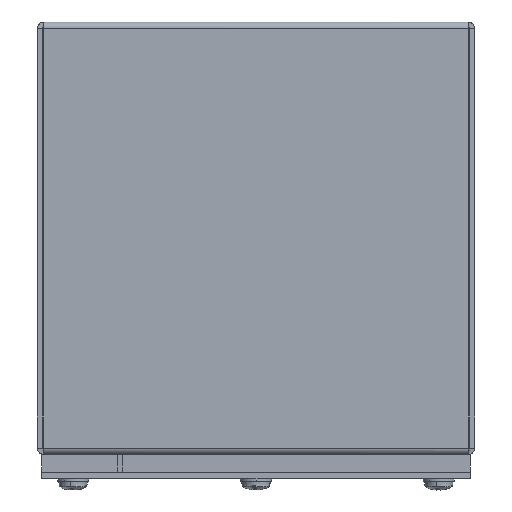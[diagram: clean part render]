
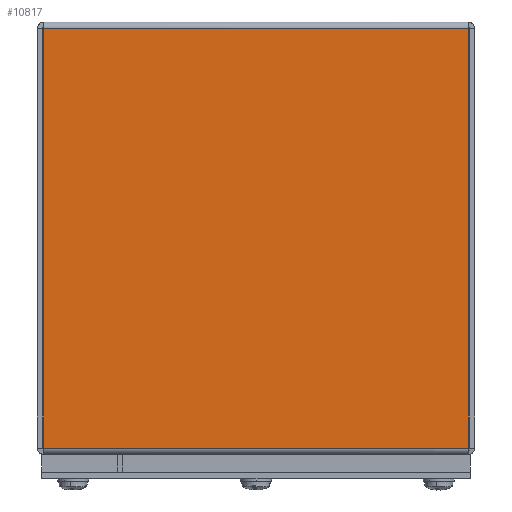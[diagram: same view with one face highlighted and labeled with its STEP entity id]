
A CAD part, left-side view. The second image highlights one B-rep face of the part: STEP entity #10817.
In plain terms, the highlighted planar face has unit normal (-1, 0, 0).
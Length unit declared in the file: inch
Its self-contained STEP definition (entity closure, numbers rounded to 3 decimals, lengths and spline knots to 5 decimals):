
#361 = PLANE ( 'NONE',  #8920 ) ;
#785 = VERTEX_POINT ( 'NONE', #8864 ) ;
#1334 = VECTOR ( 'NONE', #5417, 39.37008 ) ;
#1832 = CARTESIAN_POINT ( 'NONE',  ( 0., 0.08107, -0.0156 ) ) ;
#1834 = VECTOR ( 'NONE', #11415, 39.37008 ) ;
#2034 = ORIENTED_EDGE ( 'NONE', *, *, #8651, .F. ) ;
#2135 = LINE ( 'NONE', #2492, #1834 ) ;
#2453 = LINE ( 'NONE', #6239, #9369 ) ;
#2492 = CARTESIAN_POINT ( 'NONE',  ( 0., 4.55321, -5.8964 ) ) ;
#2496 = VERTEX_POINT ( 'NONE', #8676 ) ;
#3658 = LINE ( 'NONE', #1832, #1334 ) ;
#4335 = ORIENTED_EDGE ( 'NONE', *, *, #9910, .T. ) ;
#4828 = CARTESIAN_POINT ( 'NONE',  ( 0., 3.0625, -2.965 ) ) ;
#5417 = DIRECTION ( 'NONE',  ( 0., 0., -1. ) ) ;
#5710 = DIRECTION ( 'NONE',  ( 0., 0., 1. ) ) ;
#5964 = VECTOR ( 'NONE', #11549, 39.37008 ) ;
#6095 = FACE_OUTER_BOUND ( 'NONE', #6984, .T. ) ;
#6239 = CARTESIAN_POINT ( 'NONE',  ( 0., 6.04393, -0.0156 ) ) ;
#6984 = EDGE_LOOP ( 'NONE', ( #4335, #2034, #9577, #10297 ) ) ;
#6995 = VERTEX_POINT ( 'NONE', #8587 ) ;
#7148 = DIRECTION ( 'NONE',  ( 0., 0., 1. ) ) ;
#8587 = CARTESIAN_POINT ( 'NONE',  ( 0., 6.04393, -0.0156 ) ) ;
#8651 = EDGE_CURVE ( 'NONE', #785, #11435, #3658, .T. ) ;
#8676 = CARTESIAN_POINT ( 'NONE',  ( 0., 6.04393, -5.8964 ) ) ;
#8813 = CARTESIAN_POINT ( 'NONE',  ( 0., 3.0625, -0.0156 ) ) ;
#8864 = CARTESIAN_POINT ( 'NONE',  ( 0., 0.08107, -0.0156 ) ) ;
#8920 = AXIS2_PLACEMENT_3D ( 'NONE', #4828, #11115, #5710 ) ;
#9030 = EDGE_CURVE ( 'NONE', #785, #6995, #10743, .T. ) ;
#9096 = EDGE_CURVE ( 'NONE', #2496, #6995, #2453, .T. ) ;
#9369 = VECTOR ( 'NONE', #7148, 39.37008 ) ;
#9577 = ORIENTED_EDGE ( 'NONE', *, *, #9030, .T. ) ;
#9910 = EDGE_CURVE ( 'NONE', #2496, #11435, #2135, .T. ) ;
#10297 = ORIENTED_EDGE ( 'NONE', *, *, #9096, .F. ) ;
#10743 = LINE ( 'NONE', #8813, #5964 ) ;
#10817 = ADVANCED_FACE ( 'NONE', ( #6095 ), #361, .T. ) ;
#11115 = DIRECTION ( 'NONE',  ( -1., 0., 0. ) ) ;
#11298 = CARTESIAN_POINT ( 'NONE',  ( 0., 0.08107, -5.8964 ) ) ;
#11415 = DIRECTION ( 'NONE',  ( 0., -1., 0. ) ) ;
#11435 = VERTEX_POINT ( 'NONE', #11298 ) ;
#11549 = DIRECTION ( 'NONE',  ( 0., 1., 0. ) ) ;
